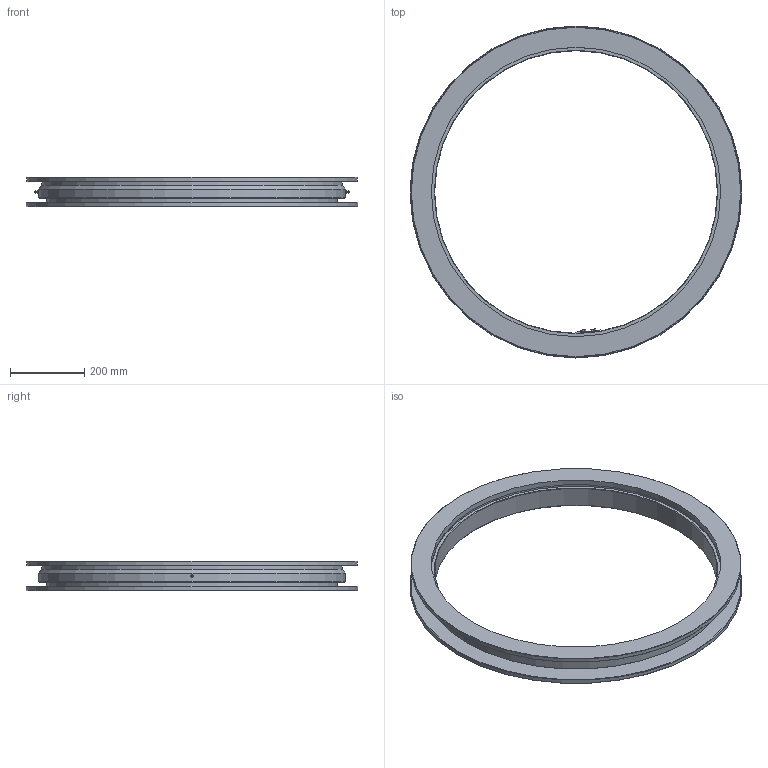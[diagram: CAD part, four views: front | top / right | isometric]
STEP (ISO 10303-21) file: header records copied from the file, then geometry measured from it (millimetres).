
FILE_DESCRIPTION (( 'STEP AP214' ), '1' );
FILE_NAME ('U.895.16 - Cast Iron.STEP', '2021-01-27T12:00:47', ( '' ), ( '' ), 'SwSTEP 2.0', 'SolidWorks 2016', '' );
FILE_SCHEMA (( 'AUTOMOTIVE_DESIGN' ));
Length unit declared in the file: millimetre
Products named in the file (7): U.895.16 - Cast Iron; U.895.16 - Plug; Ball D16; U.895.16 - Cast Iron - OR; U.895.16 - Cast Iron - IR; Grease nipple M6x1mm; Hex Bolt M8x15mm_A4-70
Assembly tree (127 placements, depth 2):
  U.895.16 - Cast Iron
    U.895.16 - Cast Iron - IR
    U.895.16 - Cast Iron - OR
    Ball D16  x120
    Grease nipple M6x1mm  x2
    U.895.16 - Plug
    Hex Bolt M8x15mm_A4-70  x2
Bounding box: 895 x 895 x 80 mm (x, y, z)
Volume: 6814812.9 mm3; surface area: 1369647.2 mm2
Topology: 127 solids, 127 shells, 251 faces, 638 edges, 408 vertices
Faces by surface type: sphere 120, cone 51, plane 49, cylinder 23, torus 8
Full cylindrical faces by diameter (mm): 2.5 x2, 3 x2, 5 x1, 6 x2, 8 x4, 762 x1, 780 x1, 782 x2, 786 x2, 810 x1, 826.782 x1, 890 x1, 895 x1
Entity records: 3833 total; most frequent: CARTESIAN_POINT 1063, DIRECTION 590, AXIS2_PLACEMENT_3D 282, ORIENTED_EDGE 270, EDGE_LOOP 142, EDGE_CURVE 135, PRODUCT_DEFINITION_SHAPE 134, CONTEXT_DEPENDENT_SHAPE_REPRESENTATION 127
